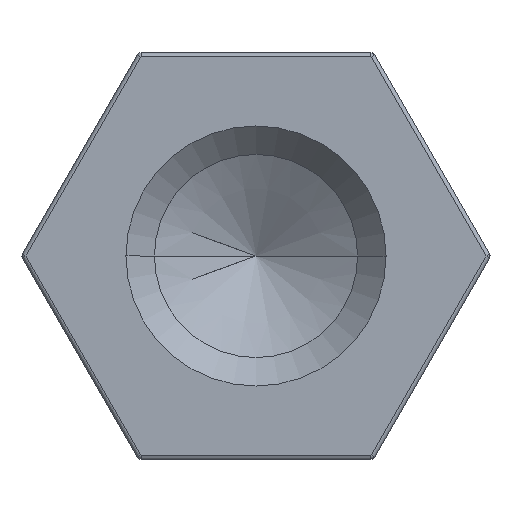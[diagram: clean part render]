
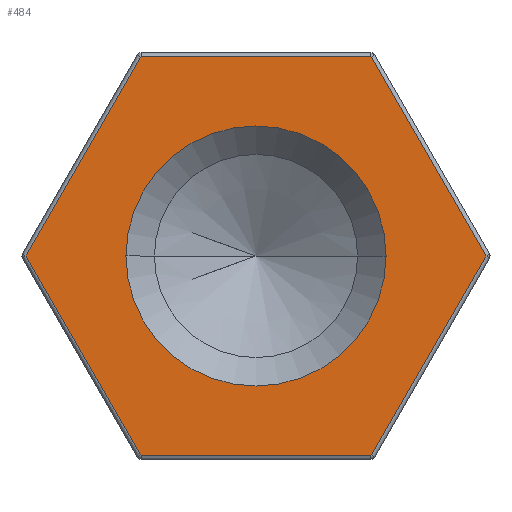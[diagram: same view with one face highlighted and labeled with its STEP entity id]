
A CAD part, left-side view. The second image highlights one B-rep face of the part: STEP entity #484.
In plain terms, the highlighted planar face has unit normal (-1, 0, 0).
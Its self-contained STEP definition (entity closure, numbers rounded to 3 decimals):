
#39 = FACE_BOUND ( 'NONE', #839, .T. ) ;
#69 = AXIS2_PLACEMENT_3D ( 'NONE', #1433, #1079, #1423 ) ;
#130 = FACE_OUTER_BOUND ( 'NONE', #1149, .T. ) ;
#133 = CARTESIAN_POINT ( 'NONE',  ( 0., -2.829, -4.9 ) ) ;
#195 = LINE ( 'NONE', #1348, #216 ) ;
#201 = CIRCLE ( 'NONE', #919, 3.2 ) ;
#216 = VECTOR ( 'NONE', #1330, 1000. ) ;
#229 = EDGE_CURVE ( 'NONE', #1257, #741, #557, .T. ) ;
#297 = VECTOR ( 'NONE', #660, 1000. ) ;
#322 = LINE ( 'NONE', #1402, #338 ) ;
#338 = VECTOR ( 'NONE', #1265, 1000. ) ;
#364 = EDGE_CURVE ( 'NONE', #1271, #830, #322, .T. ) ;
#369 = CARTESIAN_POINT ( 'NONE',  ( 0., 5.658, 0. ) ) ;
#423 = EDGE_CURVE ( 'NONE', #689, #1100, #195, .T. ) ;
#484 = ADVANCED_FACE ( 'NONE', ( #130, #39 ), #993, .F. ) ;
#533 = CARTESIAN_POINT ( 'NONE',  ( 0., 2.829, 4.9 ) ) ;
#547 = DIRECTION ( 'NONE',  ( 0., 1., 0. ) ) ;
#550 = DIRECTION ( 'NONE',  ( 1., 0., 0. ) ) ;
#551 = CARTESIAN_POINT ( 'NONE',  ( 0., 0., 0. ) ) ;
#553 = EDGE_CURVE ( 'NONE', #1100, #905, #1230, .T. ) ;
#557 = CIRCLE ( 'NONE', #69, 3.2 ) ;
#564 = EDGE_CURVE ( 'NONE', #905, #1063, #643, .T. ) ;
#568 = LINE ( 'NONE', #586, #836 ) ;
#572 = EDGE_CURVE ( 'NONE', #830, #689, #914, .T. ) ;
#581 = DIRECTION ( 'NONE',  ( 0., 0.5, 0.866 ) ) ;
#586 = CARTESIAN_POINT ( 'NONE',  ( 0., -4.244, 2.45 ) ) ;
#598 = EDGE_CURVE ( 'NONE', #1063, #1271, #568, .T. ) ;
#605 = EDGE_CURVE ( 'NONE', #741, #1257, #201, .T. ) ;
#610 = CARTESIAN_POINT ( 'NONE',  ( 0., -2.829, 4.9 ) ) ;
#633 = DIRECTION ( 'NONE',  ( 0., 0.5, -0.866 ) ) ;
#640 = CARTESIAN_POINT ( 'NONE',  ( 0., 4.244, 2.45 ) ) ;
#643 = LINE ( 'NONE', #655, #1195 ) ;
#648 = DIRECTION ( 'NONE',  ( 0., -0.5, 0.866 ) ) ;
#655 = CARTESIAN_POINT ( 'NONE',  ( 0., -4.244, -2.45 ) ) ;
#660 = DIRECTION ( 'NONE',  ( 0., -1., 0. ) ) ;
#664 = CARTESIAN_POINT ( 'NONE',  ( 0., 0., -4.9 ) ) ;
#676 = CARTESIAN_POINT ( 'NONE',  ( 0., -5.658, 0. ) ) ;
#688 = CARTESIAN_POINT ( 'NONE',  ( 0., 3.2, 0. ) ) ;
#689 = VERTEX_POINT ( 'NONE', #369 ) ;
#741 = VERTEX_POINT ( 'NONE', #688 ) ;
#830 = VERTEX_POINT ( 'NONE', #533 ) ;
#836 = VECTOR ( 'NONE', #581, 1000. ) ;
#839 = EDGE_LOOP ( 'NONE', ( #906, #1094 ) ) ;
#867 = ORIENTED_EDGE ( 'NONE', *, *, #598, .T. ) ;
#869 = ORIENTED_EDGE ( 'NONE', *, *, #364, .T. ) ;
#883 = ORIENTED_EDGE ( 'NONE', *, *, #572, .T. ) ;
#889 = ORIENTED_EDGE ( 'NONE', *, *, #423, .T. ) ;
#900 = ORIENTED_EDGE ( 'NONE', *, *, #553, .T. ) ;
#903 = ORIENTED_EDGE ( 'NONE', *, *, #564, .T. ) ;
#905 = VERTEX_POINT ( 'NONE', #133 ) ;
#906 = ORIENTED_EDGE ( 'NONE', *, *, #605, .T. ) ;
#914 = LINE ( 'NONE', #640, #1381 ) ;
#919 = AXIS2_PLACEMENT_3D ( 'NONE', #551, #550, #547 ) ;
#968 = DIRECTION ( 'NONE',  ( 0., 1., 0. ) ) ;
#969 = DIRECTION ( 'NONE',  ( 1., 0., 0. ) ) ;
#978 = CARTESIAN_POINT ( 'NONE',  ( 0., 0., 0. ) ) ;
#993 = PLANE ( 'NONE',  #1380 ) ;
#1063 = VERTEX_POINT ( 'NONE', #676 ) ;
#1079 = DIRECTION ( 'NONE',  ( 1., 0., 0. ) ) ;
#1094 = ORIENTED_EDGE ( 'NONE', *, *, #229, .T. ) ;
#1100 = VERTEX_POINT ( 'NONE', #1366 ) ;
#1149 = EDGE_LOOP ( 'NONE', ( #867, #869, #883, #889, #900, #903 ) ) ;
#1195 = VECTOR ( 'NONE', #648, 1000. ) ;
#1206 = CARTESIAN_POINT ( 'NONE',  ( 0., -3.2, 0. ) ) ;
#1230 = LINE ( 'NONE', #664, #297 ) ;
#1257 = VERTEX_POINT ( 'NONE', #1206 ) ;
#1265 = DIRECTION ( 'NONE',  ( 0., 1., 0. ) ) ;
#1271 = VERTEX_POINT ( 'NONE', #610 ) ;
#1330 = DIRECTION ( 'NONE',  ( 0., -0.5, -0.866 ) ) ;
#1348 = CARTESIAN_POINT ( 'NONE',  ( 0., 4.244, -2.45 ) ) ;
#1366 = CARTESIAN_POINT ( 'NONE',  ( 0., 2.829, -4.9 ) ) ;
#1380 = AXIS2_PLACEMENT_3D ( 'NONE', #978, #969, #968 ) ;
#1381 = VECTOR ( 'NONE', #633, 1000. ) ;
#1402 = CARTESIAN_POINT ( 'NONE',  ( 0., 0., 4.9 ) ) ;
#1423 = DIRECTION ( 'NONE',  ( 0., 1., 0. ) ) ;
#1433 = CARTESIAN_POINT ( 'NONE',  ( 0., 0., 0. ) ) ;
